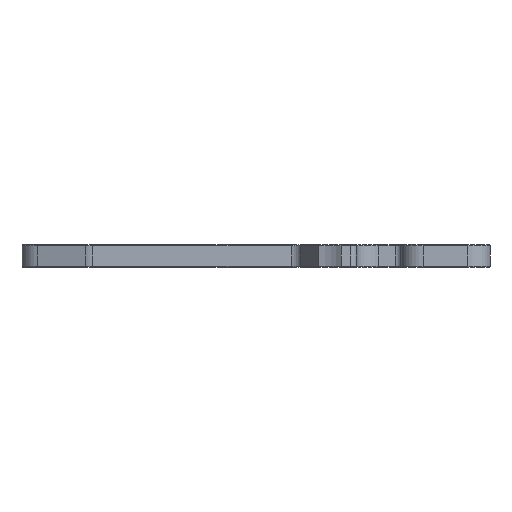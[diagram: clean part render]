
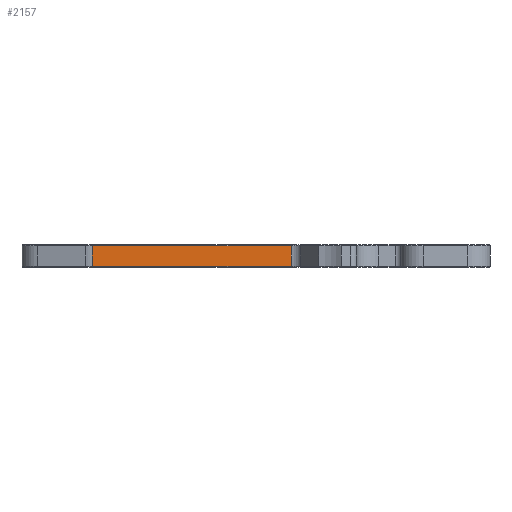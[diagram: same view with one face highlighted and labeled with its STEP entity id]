
A CAD part, left-side view. The second image highlights one B-rep face of the part: STEP entity #2157.
In plain terms, the highlighted face is planar.
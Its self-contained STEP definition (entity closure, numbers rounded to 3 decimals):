
#2137=AXIS2_PLACEMENT_3D('Plane Axis2P3D',#2134,#2135,#2136) ;
#121=CARTESIAN_POINT('Vertex',(9.,3.158,0.45)) ;
#1005=CARTESIAN_POINT('Vertex',(9.,12.084,0.45)) ;
#1325=CARTESIAN_POINT('Line Origine',(9.,10.5,0.45)) ;
#2048=CARTESIAN_POINT('Line Origine',(9.,3.158,0.)) ;
#2052=CARTESIAN_POINT('Vertex',(9.,3.158,-0.45)) ;
#2134=CARTESIAN_POINT('Axis2P3D Location',(9.,-1.015,0.5)) ;
#2139=CARTESIAN_POINT('Line Origine',(9.,7.621,-0.45)) ;
#2143=CARTESIAN_POINT('Vertex',(9.,12.084,-0.45)) ;
#2146=CARTESIAN_POINT('Line Origine',(9.,12.084,0.)) ;
#1326=DIRECTION('Vector Direction',(0.,1.,0.)) ;
#2049=DIRECTION('Vector Direction',(0.,0.,-1.)) ;
#2135=DIRECTION('Axis2P3D Direction',(-1.,0.,0.)) ;
#2136=DIRECTION('Axis2P3D XDirection',(0.,1.,0.)) ;
#2140=DIRECTION('Vector Direction',(0.,1.,0.)) ;
#2147=DIRECTION('Vector Direction',(0.,0.,1.)) ;
#1327=VECTOR('Line Direction',#1326,1.) ;
#2050=VECTOR('Line Direction',#2049,1.) ;
#2141=VECTOR('Line Direction',#2140,1.) ;
#2148=VECTOR('Line Direction',#2147,1.) ;
#2152=ORIENTED_EDGE('',*,*,#2145,.F.) ;
#2153=ORIENTED_EDGE('',*,*,#2150,.T.) ;
#2154=ORIENTED_EDGE('',*,*,#1329,.F.) ;
#2155=ORIENTED_EDGE('',*,*,#2054,.T.) ;
#2157=ADVANCED_FACE('Hauptk\X2\00F6\X0\rper',(#2156),#2138,.F.) ;
#1329=EDGE_CURVE('',#122,#1006,#1328,.T.) ;
#2054=EDGE_CURVE('',#122,#2053,#2051,.T.) ;
#2145=EDGE_CURVE('',#2144,#2053,#2142,.F.) ;
#2150=EDGE_CURVE('',#2144,#1006,#2149,.T.) ;
#2151=EDGE_LOOP('',(#2152,#2153,#2154,#2155)) ;
#2156=FACE_OUTER_BOUND('',#2151,.T.) ;
#1328=LINE('Line',#1325,#1327) ;
#2051=LINE('Line',#2048,#2050) ;
#2142=LINE('Line',#2139,#2141) ;
#2149=LINE('Line',#2146,#2148) ;
#2138=PLANE('',#2137) ;
#122=VERTEX_POINT('',#121) ;
#1006=VERTEX_POINT('',#1005) ;
#2053=VERTEX_POINT('',#2052) ;
#2144=VERTEX_POINT('',#2143) ;
